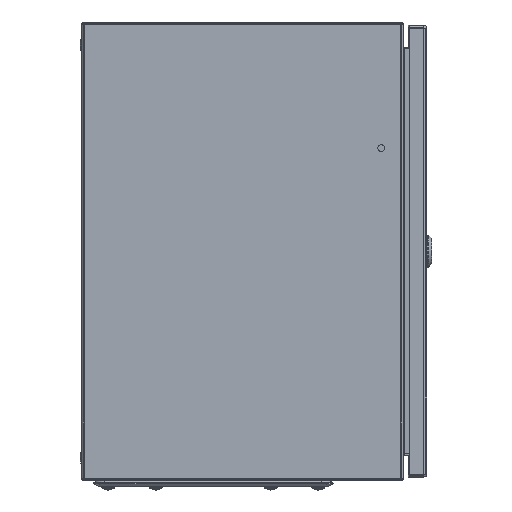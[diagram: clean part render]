
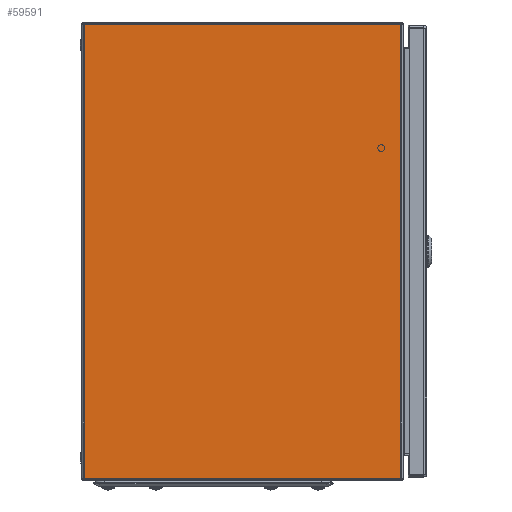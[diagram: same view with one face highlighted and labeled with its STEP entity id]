
A CAD part, left-side view. The second image highlights one B-rep face of the part: STEP entity #59591.
In plain terms, the highlighted planar face has unit normal (-1, 0, 0).
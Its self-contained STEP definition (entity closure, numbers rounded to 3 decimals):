
#56251=DIRECTION('',(0.,0.,-1.));
#56252=VECTOR('',#56251,276.3);
#56253=CARTESIAN_POINT('',(-200.,198.,129.434));
#56254=LINE('',#56253,#56252);
#56265=DIRECTION('',(0.,1.,0.));
#56266=VECTOR('',#56265,396.);
#56267=CARTESIAN_POINT('',(-200.,-198.,129.434));
#56268=LINE('',#56267,#56266);
#56310=DIRECTION('',(0.,0.,1.));
#56311=VECTOR('',#56310,276.3);
#56312=CARTESIAN_POINT('',(-200.,-198.,-146.867));
#56313=LINE('',#56312,#56311);
#56866=DIRECTION('',(0.,-1.,0.));
#56867=VECTOR('',#56866,396.);
#56868=CARTESIAN_POINT('',(-200.,198.,-146.867));
#56869=LINE('',#56868,#56867);
#58118=CARTESIAN_POINT('',(-200.,-198.,129.434));
#58119=VERTEX_POINT('',#58118);
#58120=CARTESIAN_POINT('',(-200.,-198.,-146.867));
#58121=VERTEX_POINT('',#58120);
#58425=CARTESIAN_POINT('',(-200.,198.,-146.867));
#58426=VERTEX_POINT('',#58425);
#58435=CARTESIAN_POINT('',(-200.,198.,129.434));
#58436=VERTEX_POINT('',#58435);
#59577=CARTESIAN_POINT('',(-200.,150.,1.2));
#59578=DIRECTION('',(1.,0.,0.));
#59579=DIRECTION('',(0.,0.,-1.));
#59580=AXIS2_PLACEMENT_3D('',#59577,#59578,#59579);
#59581=PLANE('',#59580);
#59583=ORIENTED_EDGE('',*,*,#59582,.F.);
#59585=ORIENTED_EDGE('',*,*,#59584,.F.);
#59587=ORIENTED_EDGE('',*,*,#59586,.F.);
#59588=ORIENTED_EDGE('',*,*,#59568,.F.);
#59589=EDGE_LOOP('',(#59583,#59585,#59587,#59588));
#59590=FACE_OUTER_BOUND('',#59589,.F.);
#59568=EDGE_CURVE('',#58436,#58426,#56254,.T.);
#59582=EDGE_CURVE('',#58119,#58436,#56268,.T.);
#59584=EDGE_CURVE('',#58121,#58119,#56313,.T.);
#59586=EDGE_CURVE('',#58426,#58121,#56869,.T.);
#59591=ADVANCED_FACE('',(#59590),#59581,.F.);
